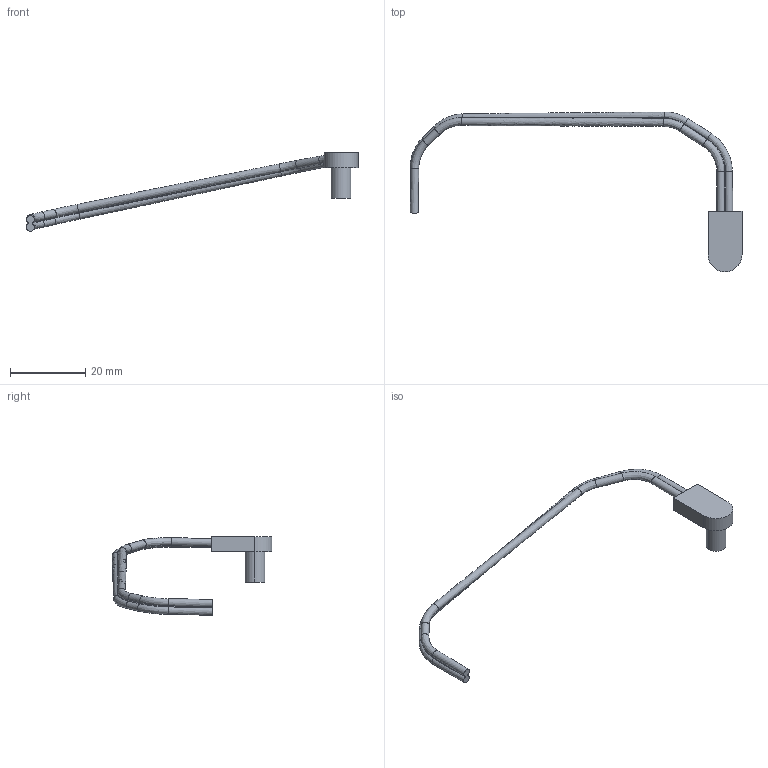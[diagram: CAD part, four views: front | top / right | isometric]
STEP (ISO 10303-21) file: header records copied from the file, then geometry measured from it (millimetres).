
FILE_DESCRIPTION (( 'STEP AP214' ), '1' );
FILE_NAME ('BatteryCable.STEP', '2021-12-06T04:36:49', ( '' ), ( '' ), 'SwSTEP 2.0', 'SolidWorks 2019', '' );
FILE_SCHEMA (( 'AUTOMOTIVE_DESIGN' ));
Length unit declared in the file: millimetre
Products named in the file (1): BatteryCable
Bounding box: 88 x 42.38 x 20.81 mm (x, y, z)
Volume: 1515.4 mm3; surface area: 2044.1 mm2
Topology: 1 solids, 1 shells, 49 faces, 100 edges, 56 vertices
Faces by surface type: bspline 36, plane 8, cylinder 5
Entity records: 3298 total; most frequent: CARTESIAN_POINT 2460, ORIENTED_EDGE 200, DIRECTION 116, EDGE_CURVE 100, VERTEX_POINT 56, EDGE_LOOP 52, FACE_OUTER_BOUND 49, ADVANCED_FACE 49
